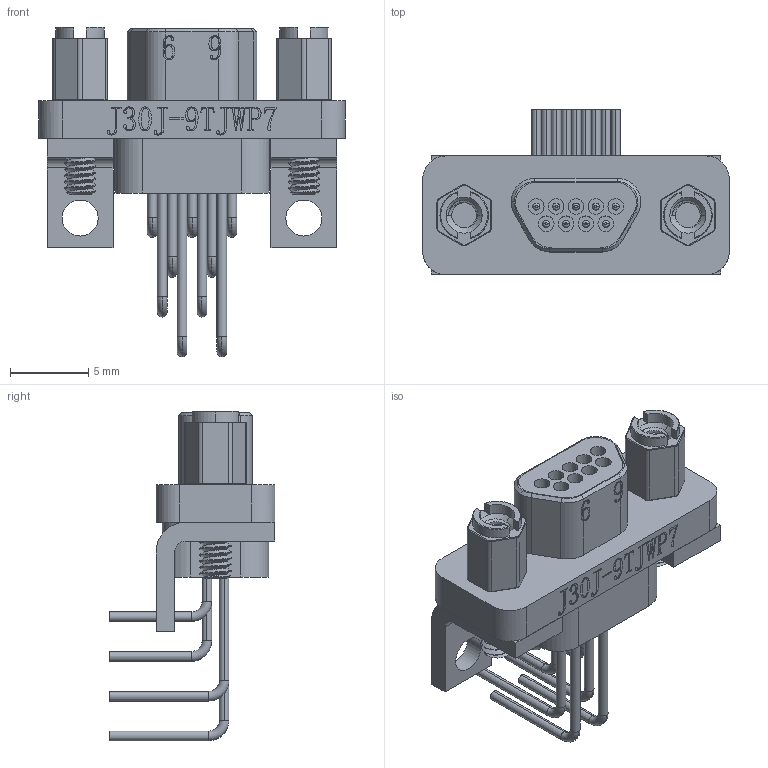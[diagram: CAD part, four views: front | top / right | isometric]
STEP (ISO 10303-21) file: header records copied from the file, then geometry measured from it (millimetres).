
FILE_DESCRIPTION (( 'STEP AP203' ), '1' );
FILE_NAME ('FMD006-M009BDBU-00.STEP', '2025-08-27T09:37:07', ( '' ), ( '' ), 'SwSTEP 2.0', 'SolidWorks 2021', '' );
FILE_SCHEMA (( 'CONFIG_CONTROL_DESIGN' ));
Length unit declared in the file: millimetre
Products named in the file (1): FMD006-M009BDBU-00
Bounding box: 19.6 x 10.6 x 21.07 mm (x, y, z)
Volume: 941.9 mm3; surface area: 1449.8 mm2
Topology: 1 solids, 1 shells, 1079 faces, 2916 edges, 1905 vertices
Faces by surface type: plane 521, bspline 255, cylinder 222, torus 66, cone 15
Entity records: 46572 total; most frequent: CARTESIAN_POINT 21196, ORIENTED_EDGE 5832, DIRECTION 4339, EDGE_CURVE 2916, VERTEX_POINT 1905, VECTOR 1799, LINE 1799, AXIS2_PLACEMENT_3D 1270
